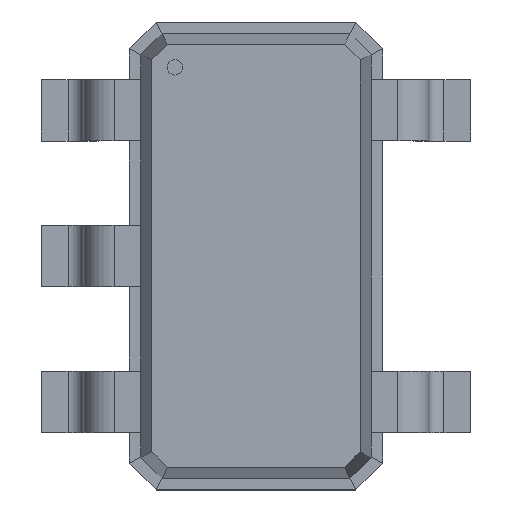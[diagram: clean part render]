
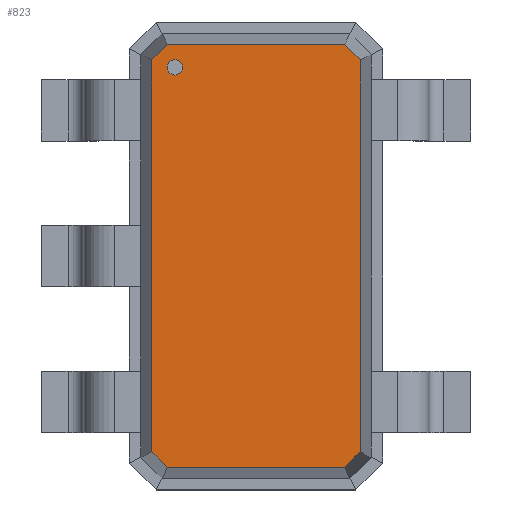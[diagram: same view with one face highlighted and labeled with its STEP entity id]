
A CAD part, top view. The second image highlights one B-rep face of the part: STEP entity #823.
In plain terms, the highlighted planar face has unit normal (0, 0, 1).
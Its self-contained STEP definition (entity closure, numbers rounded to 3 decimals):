
#13=DIRECTION('',(0.,0.,1.));
#27=VECTOR('',#28,1.);
#28=DIRECTION('',(0.,-1.,0.));
#49=DIRECTION('',(0.,1.,0.));
#59=VECTOR('',#60,1.);
#60=DIRECTION('',(1.,0.,0.));
#131=VECTOR('',#132,1.);
#132=DIRECTION('',(-1.,0.,0.));
#373=VECTOR('',#374,1.);
#374=DIRECTION('',(0.707,-0.707,0.));
#380=VECTOR('',#381,1.);
#381=DIRECTION('',(-0.707,-0.707,0.));
#392=VECTOR('',#393,1.);
#393=DIRECTION('',(-0.707,0.707,0.));
#399=VECTOR('',#49,1.);
#403=VECTOR('',#404,1.);
#404=DIRECTION('',(0.707,0.707,0.));
#518=VERTEX_POINT('',#519);
#519=CARTESIAN_POINT('',(0.679,-1.277,1.1));
#521=ORIENTED_EDGE('',*,*,#522,.F.);
#522=EDGE_CURVE('',#523,#518,#525,.T.);
#523=VERTEX_POINT('',#524);
#524=CARTESIAN_POINT('',(0.679,1.277,1.1));
#525=LINE('',#524,#27);
#814=ORIENTED_EDGE('',*,*,#815,.F.);
#815=EDGE_CURVE('',#816,#523,#818,.T.);
#816=VERTEX_POINT('',#817);
#817=CARTESIAN_POINT('',(0.577,1.379,1.1));
#818=LINE('',#817,#373);
#823=ADVANCED_FACE('',(#824,#854),#863,.T.);
#824=FACE_BOUND('',#825,.T.);
#825=EDGE_LOOP('',(#826,#831,#836,#841,#846,#851,#521,#814));
#826=ORIENTED_EDGE('',*,*,#827,.F.);
#827=EDGE_CURVE('',#828,#816,#830,.T.);
#828=VERTEX_POINT('',#829);
#829=CARTESIAN_POINT('',(-0.577,1.379,1.1));
#830=LINE('',#829,#59);
#831=ORIENTED_EDGE('',*,*,#832,.F.);
#832=EDGE_CURVE('',#833,#828,#835,.T.);
#833=VERTEX_POINT('',#834);
#834=CARTESIAN_POINT('',(-0.679,1.277,1.1));
#835=LINE('',#834,#403);
#836=ORIENTED_EDGE('',*,*,#837,.F.);
#837=EDGE_CURVE('',#838,#833,#840,.T.);
#838=VERTEX_POINT('',#839);
#839=CARTESIAN_POINT('',(-0.679,-1.277,1.1));
#840=LINE('',#839,#399);
#841=ORIENTED_EDGE('',*,*,#842,.F.);
#842=EDGE_CURVE('',#843,#838,#845,.T.);
#843=VERTEX_POINT('',#844);
#844=CARTESIAN_POINT('',(-0.577,-1.379,1.1));
#845=LINE('',#844,#392);
#846=ORIENTED_EDGE('',*,*,#847,.F.);
#847=EDGE_CURVE('',#848,#843,#850,.T.);
#848=VERTEX_POINT('',#849);
#849=CARTESIAN_POINT('',(0.577,-1.379,1.1));
#850=LINE('',#849,#131);
#851=ORIENTED_EDGE('',*,*,#852,.F.);
#852=EDGE_CURVE('',#518,#848,#853,.T.);
#853=LINE('',#519,#380);
#854=FACE_BOUND('',#855,.T.);
#855=EDGE_LOOP('',(#856));
#856=ORIENTED_EDGE('',*,*,#857,.F.);
#857=EDGE_CURVE('',#858,#858,#860,.T.);
#858=VERTEX_POINT('',#859);
#859=CARTESIAN_POINT('',(-0.529,1.179,1.1));
#860=CIRCLE('',#861,0.05);
#861=AXIS2_PLACEMENT_3D('',#862,#13,#28);
#862=CARTESIAN_POINT('',(-0.529,1.229,1.1));
#863=PLANE('',#864);
#864=AXIS2_PLACEMENT_3D('',#829,#13,#865);
#865=DIRECTION('',(0.386,-0.923,0.));
